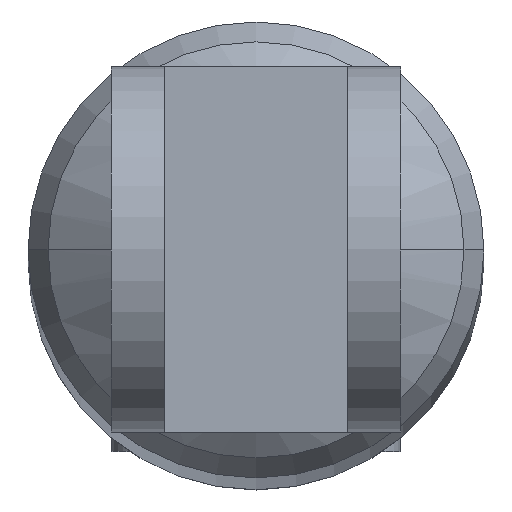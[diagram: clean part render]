
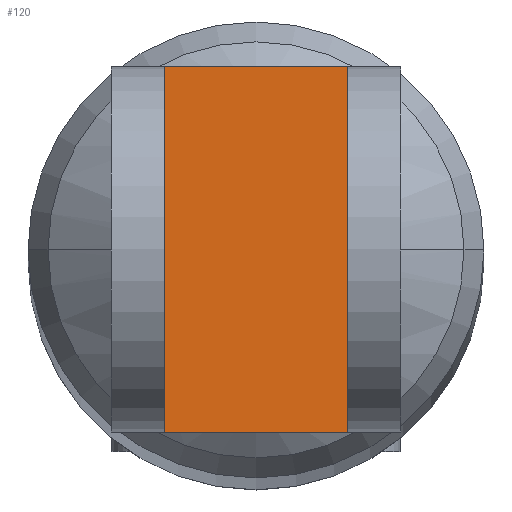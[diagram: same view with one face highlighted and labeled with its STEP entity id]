
A CAD part, top view. The second image highlights one B-rep face of the part: STEP entity #120.
In plain terms, the highlighted planar face has unit normal (0, 0, 1).
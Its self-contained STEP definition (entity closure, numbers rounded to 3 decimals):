
#120=ADVANCED_FACE('',(#259),#258,.T.);
#258=PLANE('',#886);
#259=FACE_OUTER_BOUND('',#887,.T.);
#883=CARTESIAN_POINT('',(6.6,13.2,428.2));
#884=DIRECTION('',(0.,0.,1.));
#885=DIRECTION('',(-1.,0.,0.));
#886=AXIS2_PLACEMENT_3D('',#883,#884,#885);
#887=EDGE_LOOP('',(#1427,#1428,#1429,#1430));
#1427=ORIENTED_EDGE('',*,*,#1723,.F.);
#1428=ORIENTED_EDGE('',*,*,#1706,.T.);
#1429=ORIENTED_EDGE('',*,*,#1724,.T.);
#1430=ORIENTED_EDGE('',*,*,#1714,.T.);
#1706=EDGE_CURVE('',#1966,#1967,#1968,.T.);
#1714=EDGE_CURVE('',#2020,#2021,#2022,.T.);
#1723=EDGE_CURVE('',#1966,#2021,#2081,.T.);
#1724=EDGE_CURVE('',#1967,#2020,#2087,.T.);
#1966=VERTEX_POINT('',#2945);
#1967=VERTEX_POINT('',#2946);
#1968=LINE('',#2947,#2948);
#2020=VERTEX_POINT('',#2978);
#2021=VERTEX_POINT('',#2979);
#2022=LINE('',#2980,#2981);
#2081=LINE('',#3016,#3017);
#2087=LINE('',#3019,#3020);
#2945=CARTESIAN_POINT('',(-5.5,11.,428.2));
#2946=CARTESIAN_POINT('',(-5.5,-11.,428.2));
#2947=CARTESIAN_POINT('',(-5.5,11.,428.2));
#2948=VECTOR('',#2949,22.);
#2949=DIRECTION('',(0.,-1.,0.));
#2978=CARTESIAN_POINT('',(5.5,-11.,428.2));
#2979=CARTESIAN_POINT('',(5.5,11.,428.2));
#2980=CARTESIAN_POINT('',(5.5,-11.,428.2));
#2981=VECTOR('',#2982,22.);
#2982=DIRECTION('',(0.,1.,0.));
#3016=CARTESIAN_POINT('',(-5.5,11.,428.2));
#3017=VECTOR('',#3018,11.);
#3018=DIRECTION('',(1.,0.,0.));
#3019=CARTESIAN_POINT('',(-5.5,-11.,428.2));
#3020=VECTOR('',#3021,11.);
#3021=DIRECTION('',(1.,0.,0.));
